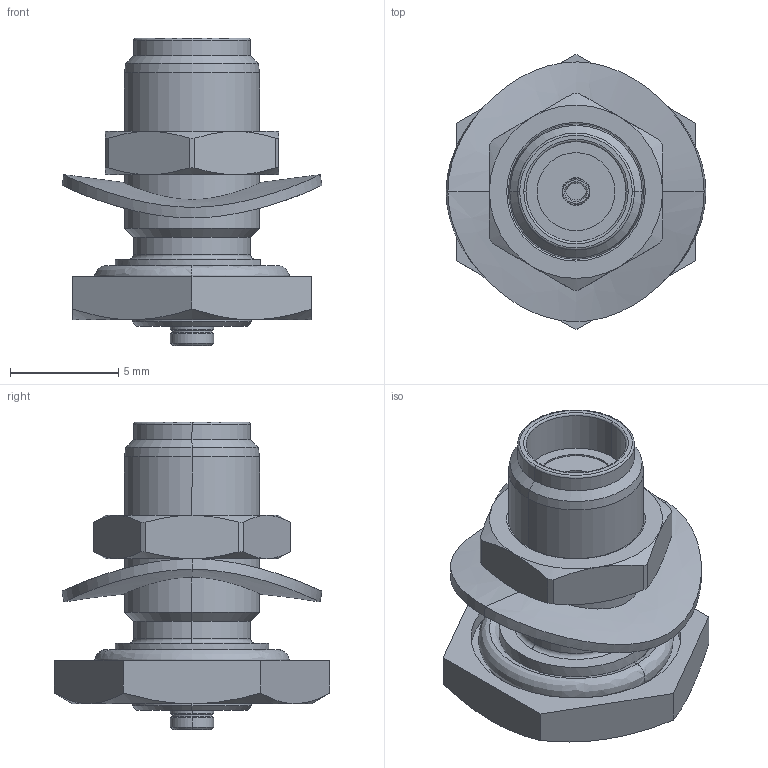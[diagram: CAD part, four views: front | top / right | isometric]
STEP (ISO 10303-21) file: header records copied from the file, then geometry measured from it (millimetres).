
FILE_DESCRIPTION (( 'STEP AP214' ), '1' );
FILE_NAME ('J01155A0101.STEP', '2014-07-25T13:37:20', ( 'Wartung1' ), ( '' ), 'SwSTEP 2.0', 'SolidWorks 2014', '' );
FILE_SCHEMA (( 'AUTOMOTIVE_DESIGN' ));
Length unit declared in the file: millimetre
Products named in the file (1): J01155A0101
Bounding box: 12 x 12.7 x 14.2 mm (x, y, z)
Volume: 596.3 mm3; surface area: 879.4 mm2
Topology: 2 solids, 3 shells, 139 faces, 305 edges, 181 vertices
Faces by surface type: cylinder 41, cone 38, plane 34, bspline 14, torus 10, sphere 2
Entity records: 5646 total; most frequent: CARTESIAN_POINT 1134, DIRECTION 628, ORIENTED_EDGE 606, EDGE_CURVE 303, AXIS2_PLACEMENT_3D 267, VERTEX_POINT 181, EDGE_LOOP 154, CIRCLE 141
